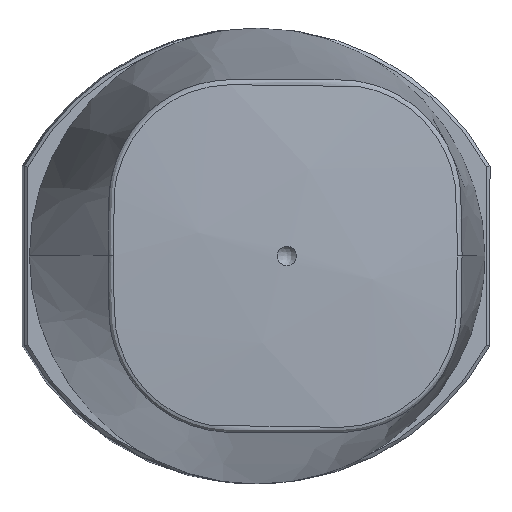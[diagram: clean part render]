
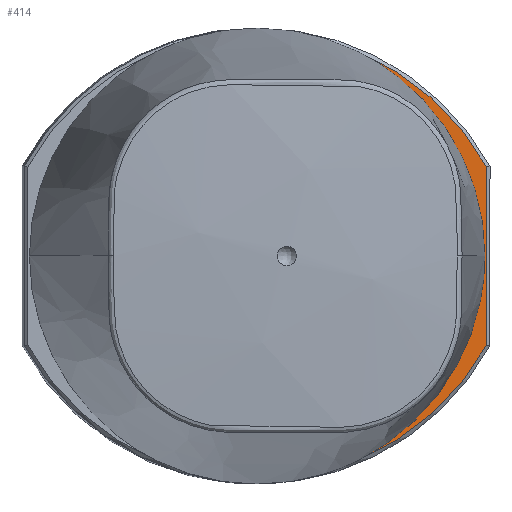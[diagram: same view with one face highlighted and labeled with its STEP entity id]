
A CAD part, left-side view. The second image highlights one B-rep face of the part: STEP entity #414.
In plain terms, the highlighted face is planar.
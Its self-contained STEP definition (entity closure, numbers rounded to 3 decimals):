
#414 = ADVANCED_FACE ( 'NONE', ( #12778 ), #9348, .T. ) ;
#478 = CARTESIAN_POINT ( 'NONE',  ( -20.7, -6.304, 0. ) ) ;
#502 = CARTESIAN_POINT ( 'NONE',  ( -20.199, -6.304, 3.795 ) ) ;
#555 = CARTESIAN_POINT ( 'NONE',  ( -9.051, -6.304, 18.428 ) ) ;
#724 = CARTESIAN_POINT ( 'NONE',  ( -14.122, -6.304, -14.91 ) ) ;
#913 = CARTESIAN_POINT ( 'NONE',  ( -10.771, -6.304, -17.584 ) ) ;
#991 = VERTEX_POINT ( 'NONE', #555 ) ;
#1047 = ORIENTED_EDGE ( 'NONE', *, *, #9759, .T. ) ;
#1207 = AXIS2_PLACEMENT_3D ( 'NONE', #2819, #8291, #8196 ) ;
#1316 = LINE ( 'NONE', #478, #1641 ) ;
#1403 = EDGE_CURVE ( 'NONE', #9232, #6708, #11637, .T. ) ;
#1526 = CARTESIAN_POINT ( 'NONE',  ( -18.378, -6.304, 9.202 ) ) ;
#1544 = CARTESIAN_POINT ( 'NONE',  ( -20.7, -6.304, -8.001 ) ) ;
#1641 = VECTOR ( 'NONE', #9897, 1000. ) ;
#1844 = CARTESIAN_POINT ( 'NONE',  ( -20.531, -6.304, 0. ) ) ;
#2015 = EDGE_CURVE ( 'NONE', #6708, #991, #11725, .T. ) ;
#2077 = DIRECTION ( 'NONE',  ( 0., 0., 1. ) ) ;
#2350 = ORIENTED_EDGE ( 'NONE', *, *, #2015, .F. ) ;
#2513 = CARTESIAN_POINT ( 'NONE',  ( -15.142, -6.304, 13.898 ) ) ;
#2635 = CARTESIAN_POINT ( 'NONE',  ( -20.531, -6.304, 0.961 ) ) ;
#2817 = EDGE_CURVE ( 'NONE', #8596, #991, #4464, .T. ) ;
#2819 = CARTESIAN_POINT ( 'NONE',  ( 0., -6.304, 3.403 ) ) ;
#2850 = CARTESIAN_POINT ( 'NONE',  ( -20.463, -6.304, -1.917 ) ) ;
#2885 = EDGE_CURVE ( 'NONE', #5087, #8596, #1316, .T. ) ;
#2999 = CARTESIAN_POINT ( 'NONE',  ( -17.671, -6.304, -10.464 ) ) ;
#3048 = CARTESIAN_POINT ( 'NONE',  ( -19.149, -6.304, -7.465 ) ) ;
#3183 = CARTESIAN_POINT ( 'NONE',  ( -9.046, -6.304, -18.431 ) ) ;
#3300 = CARTESIAN_POINT ( 'NONE',  ( -20.7, -6.304, 8.001 ) ) ;
#3649 = CARTESIAN_POINT ( 'NONE',  ( -13.08, -6.304, 15.854 ) ) ;
#3914 = CARTESIAN_POINT ( 'NONE',  ( -17.909, -6.304, -10.051 ) ) ;
#4051 = CARTESIAN_POINT ( 'NONE',  ( -19.996, -6.304, -4.752 ) ) ;
#4102 = ORIENTED_EDGE ( 'NONE', *, *, #2817, .T. ) ;
#4464 = CIRCLE ( 'NONE', #9592, 23.634 ) ;
#4601 = DIRECTION ( 'NONE',  ( 0., 1., 0. ) ) ;
#4801 = CARTESIAN_POINT ( 'NONE',  ( -16.362, -6.304, 12.438 ) ) ;
#5073 = CARTESIAN_POINT ( 'NONE',  ( -19.473, -6.304, -6.574 ) ) ;
#5087 = VERTEX_POINT ( 'NONE', #1544 ) ;
#5729 = CARTESIAN_POINT ( 'NONE',  ( -19.458, -6.304, 6.567 ) ) ;
#5855 = CARTESIAN_POINT ( 'NONE',  ( -20.531, -6.304, 0. ) ) ;
#5896 = CARTESIAN_POINT ( 'NONE',  ( -9.051, -6.304, 18.428 ) ) ;
#6708 = VERTEX_POINT ( 'NONE', #8191 ) ;
#6771 = DIRECTION ( 'NONE',  ( 0., 0., -1. ) ) ;
#7245 = CARTESIAN_POINT ( 'NONE',  ( -15.446, -6.304, -13.534 ) ) ;
#7283 = CARTESIAN_POINT ( 'NONE',  ( -17.517, -6.304, 0. ) ) ;
#7900 = CARTESIAN_POINT ( 'NONE',  ( -16.929, -6.304, 11.655 ) ) ;
#8175 = CARTESIAN_POINT ( 'NONE',  ( -9.913, -6.304, 18.005 ) ) ;
#8191 = CARTESIAN_POINT ( 'NONE',  ( -20.531, -6.304, 0. ) ) ;
#8196 = DIRECTION ( 'NONE',  ( 0., 0., -1. ) ) ;
#8291 = DIRECTION ( 'NONE',  ( 0., 1., 0. ) ) ;
#8327 = CARTESIAN_POINT ( 'NONE',  ( -15.129, -6.304, -13.888 ) ) ;
#8596 = VERTEX_POINT ( 'NONE', #3300 ) ;
#8860 = CARTESIAN_POINT ( 'NONE',  ( -20.002, -6.304, 4.727 ) ) ;
#8942 = CARTESIAN_POINT ( 'NONE',  ( -14.485, -6.304, 14.581 ) ) ;
#9029 = CARTESIAN_POINT ( 'NONE',  ( -20.463, -6.304, 1.912 ) ) ;
#9195 = ORIENTED_EDGE ( 'NONE', *, *, #2885, .T. ) ;
#9232 = VERTEX_POINT ( 'NONE', #3183 ) ;
#9348 = PLANE ( 'NONE',  #11252 ) ;
#9592 = AXIS2_PLACEMENT_3D ( 'NONE', #11019, #4601, #6771 ) ;
#9759 = EDGE_CURVE ( 'NONE', #9232, #5087, #9767, .T. ) ;
#9767 = CIRCLE ( 'NONE', #1207, 23.633 ) ;
#9897 = DIRECTION ( 'NONE',  ( 0., 0., 1. ) ) ;
#10050 = CARTESIAN_POINT ( 'NONE',  ( -18.955, -6.304, 7.902 ) ) ;
#10321 = CARTESIAN_POINT ( 'NONE',  ( -12.345, -6.304, -16.517 ) ) ;
#10367 = CARTESIAN_POINT ( 'NONE',  ( -16.915, -6.304, -11.675 ) ) ;
#10415 = CARTESIAN_POINT ( 'NONE',  ( -9.046, -6.304, -18.431 ) ) ;
#10928 = ORIENTED_EDGE ( 'NONE', *, *, #1403, .F. ) ;
#11019 = CARTESIAN_POINT ( 'NONE',  ( 0., -6.304, -3.403 ) ) ;
#11051 = CARTESIAN_POINT ( 'NONE',  ( -12.33, -6.304, 16.445 ) ) ;
#11141 = CARTESIAN_POINT ( 'NONE',  ( -17.935, -6.304, 10.039 ) ) ;
#11252 = AXIS2_PLACEMENT_3D ( 'NONE', #7283, #12675, #2077 ) ;
#11415 = CARTESIAN_POINT ( 'NONE',  ( -14.468, -6.304, -14.575 ) ) ;
#11465 = CARTESIAN_POINT ( 'NONE',  ( -20.195, -6.304, -3.82 ) ) ;
#11637 = B_SPLINE_CURVE_WITH_KNOTS ( 'NONE', 3,
 ( #10415, #913, #10321, #724, #11415, #8327, #7245, #12439, #10367, #2999, #3914, #13556, #13512, #3048, #5073, #4051, #11465, #2850, #12385, #1844 ),
 .UNSPECIFIED., .F., .F.,
 ( 4, 2, 2, 2, 2, 2, 2, 2, 2, 4 ),
 ( 0., 0.006, 0.007, 0.009, 0.011, 0.013, 0.014, 0.017, 0.02, 0.023 ),
 .UNSPECIFIED. ) ;
#11725 = B_SPLINE_CURVE_WITH_KNOTS ( 'NONE', 3,
 ( #5855, #2635, #9029, #502, #8860, #13191, #5729, #13154, #10050, #1526, #11141, #7900, #4801, #2513, #8942, #3649, #11051, #13111, #8175, #5896 ),
 .UNSPECIFIED., .F., .F.,
 ( 4, 2, 2, 2, 2, 2, 2, 2, 2, 4 ),
 ( 0., 0.003, 0.006, 0.007, 0.009, 0.011, 0.014, 0.017, 0.02, 0.023 ),
 .UNSPECIFIED. ) ;
#12288 = EDGE_LOOP ( 'NONE', ( #4102, #2350, #10928, #1047, #9195 ) ) ;
#12385 = CARTESIAN_POINT ( 'NONE',  ( -20.531, -6.304, -0.961 ) ) ;
#12439 = CARTESIAN_POINT ( 'NONE',  ( -16.359, -6.304, -12.442 ) ) ;
#12675 = DIRECTION ( 'NONE',  ( 0., 1., 0. ) ) ;
#12778 = FACE_OUTER_BOUND ( 'NONE', #12288, .T. ) ;
#13111 = CARTESIAN_POINT ( 'NONE',  ( -10.741, -6.304, 17.524 ) ) ;
#13154 = CARTESIAN_POINT ( 'NONE',  ( -19.133, -6.304, 7.462 ) ) ;
#13191 = CARTESIAN_POINT ( 'NONE',  ( -19.606, -6.304, 6.111 ) ) ;
#13512 = CARTESIAN_POINT ( 'NONE',  ( -18.569, -6.304, -8.772 ) ) ;
#13556 = CARTESIAN_POINT ( 'NONE',  ( -18.359, -6.304, -9.203 ) ) ;
